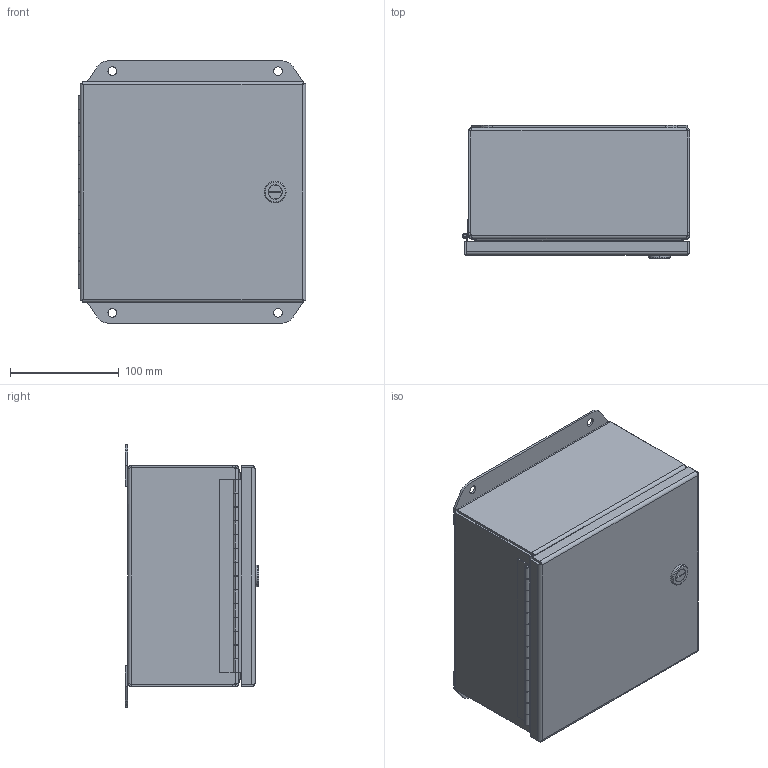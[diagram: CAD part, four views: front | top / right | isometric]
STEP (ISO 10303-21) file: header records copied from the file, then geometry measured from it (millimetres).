
FILE_DESCRIPTION (( 'STEP AP203' ), '1' );
FILE_NAME ('EJ884AL_Default.step', '2019-11-13T20:08:08', ( '' ), ( '' ), 'SwSTEP 2.0', 'SolidWorks 2019', '' );
FILE_SCHEMA (( 'CONFIG_CONTROL_DESIGN' ));
Length unit declared in the file: inch
Products named in the file (1): EJ884AL_Default
Bounding box: 208.94 x 122.43 x 241.3 mm (x, y, z)
Volume: 521256.5 mm3; surface area: 524064.3 mm2
Topology: 14 solids, 15 shells, 586 faces, 1680 edges, 1049 vertices
Faces by surface type: plane 364, cylinder 154, bspline 44, cone 24
Entity records: 20941 total; most frequent: CARTESIAN_POINT 5536, ORIENTED_EDGE 3328, DIRECTION 3076, EDGE_CURVE 1664, LINE 1130, VECTOR 1130, VERTEX_POINT 1049, AXIS2_PLACEMENT_3D 973
